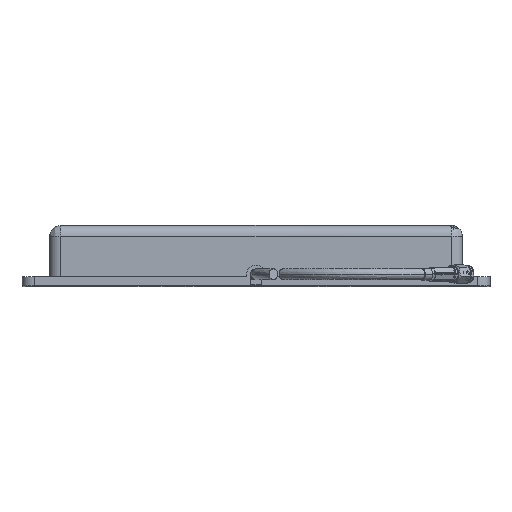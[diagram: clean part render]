
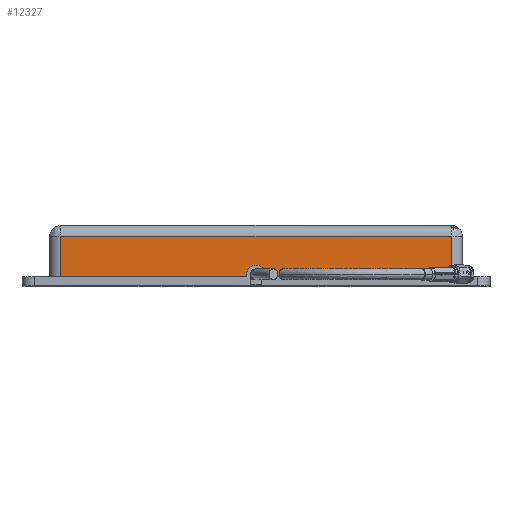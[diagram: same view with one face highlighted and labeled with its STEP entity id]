
A CAD part, top view. The second image highlights one B-rep face of the part: STEP entity #12327.
In plain terms, the highlighted face is planar.
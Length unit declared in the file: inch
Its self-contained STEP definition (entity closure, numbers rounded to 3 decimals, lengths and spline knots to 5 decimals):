
#70 = LINE ( 'NONE', #11050, #15605 ) ;
#121 = LINE ( 'NONE', #10099, #14492 ) ;
#266 = CARTESIAN_POINT ( 'NONE',  ( 15.34771, 16.96078, -0.08 ) ) ;
#694 = DIRECTION ( 'NONE',  ( 0., 0., 1. ) ) ;
#1105 = EDGE_CURVE ( 'NONE', #5969, #16501, #17261, .T. ) ;
#1659 = CARTESIAN_POINT ( 'NONE',  ( 19.06771, 16.96078, -0.08 ) ) ;
#1866 = VECTOR ( 'NONE', #3476, 39.37008 ) ;
#2444 = ORIENTED_EDGE ( 'NONE', *, *, #3008, .F. ) ;
#2680 = EDGE_LOOP ( 'NONE', ( #4501, #4607, #2444, #6463, #8981, #6458, #14405, #3375, #12450 ) ) ;
#2987 = CARTESIAN_POINT ( 'NONE',  ( 22.80271, 16.96078, -0.08 ) ) ;
#3008 = EDGE_CURVE ( 'NONE', #4963, #9444, #121, .T. ) ;
#3261 = EDGE_CURVE ( 'NONE', #4963, #9889, #4635, .T. ) ;
#3301 = DIRECTION ( 'NONE',  ( 0., -1., 0. ) ) ;
#3375 = ORIENTED_EDGE ( 'NONE', *, *, #8084, .F. ) ;
#3476 = DIRECTION ( 'NONE',  ( 1., 0., 0. ) ) ;
#3564 = PLANE ( 'NONE',  #10893 ) ;
#4250 = CARTESIAN_POINT ( 'NONE',  ( 18.72771, 16.96078, -0.08 ) ) ;
#4501 = ORIENTED_EDGE ( 'NONE', *, *, #16832, .T. ) ;
#4607 = ORIENTED_EDGE ( 'NONE', *, *, #15825, .T. ) ;
#4635 = CIRCLE ( 'NONE', #12254, 0.17 ) ;
#4963 = VERTEX_POINT ( 'NONE', #18318 ) ;
#5016 = DIRECTION ( 'NONE',  ( 0., 0., -1. ) ) ;
#5037 = CARTESIAN_POINT ( 'NONE',  ( 19.06771, 16.96078, -0.038 ) ) ;
#5688 = VERTEX_POINT ( 'NONE', #7642 ) ;
#5969 = VERTEX_POINT ( 'NONE', #1659 ) ;
#6215 = DIRECTION ( 'NONE',  ( 0., 0., -1. ) ) ;
#6445 = CARTESIAN_POINT ( 'NONE',  ( 15.34771, 16.96078, 0.65 ) ) ;
#6458 = ORIENTED_EDGE ( 'NONE', *, *, #17585, .F. ) ;
#6463 = ORIENTED_EDGE ( 'NONE', *, *, #3261, .T. ) ;
#7158 = VERTEX_POINT ( 'NONE', #6445 ) ;
#7472 = VECTOR ( 'NONE', #8788, 39.37008 ) ;
#7488 = AXIS2_PLACEMENT_3D ( 'NONE', #9824, #18518, #18579 ) ;
#7642 = CARTESIAN_POINT ( 'NONE',  ( 19.06771, 16.96078, -0.04 ) ) ;
#8084 = EDGE_CURVE ( 'NONE', #12318, #16501, #13599, .T. ) ;
#8120 = VECTOR ( 'NONE', #694, 39.37008 ) ;
#8304 = CARTESIAN_POINT ( 'NONE',  ( 22.44771, 16.96078, -0.08 ) ) ;
#8788 = DIRECTION ( 'NONE',  ( 0., 0., -1. ) ) ;
#8981 = ORIENTED_EDGE ( 'NONE', *, *, #17808, .T. ) ;
#9444 = VERTEX_POINT ( 'NONE', #4250 ) ;
#9663 = DIRECTION ( 'NONE',  ( 1., 0., 0. ) ) ;
#9824 = CARTESIAN_POINT ( 'NONE',  ( 18.89771, 16.96078, -0.04 ) ) ;
#9889 = VERTEX_POINT ( 'NONE', #18447 ) ;
#10099 = CARTESIAN_POINT ( 'NONE',  ( 18.72771, 16.96078, -0.082 ) ) ;
#10190 = DIRECTION ( 'NONE',  ( 1., 0., 0. ) ) ;
#10893 = AXIS2_PLACEMENT_3D ( 'NONE', #11962, #3301, #5016 ) ;
#11034 = LINE ( 'NONE', #5037, #8120 ) ;
#11050 = CARTESIAN_POINT ( 'NONE',  ( 22.80271, 16.96078, -0.08 ) ) ;
#11126 = VECTOR ( 'NONE', #11292, 39.37008 ) ;
#11292 = DIRECTION ( 'NONE',  ( 0., 0., -1. ) ) ;
#11706 = CIRCLE ( 'NONE', #7488, 0.17 ) ;
#11962 = CARTESIAN_POINT ( 'NONE',  ( 22.80271, 16.96078, -0.1165 ) ) ;
#12042 = FACE_OUTER_BOUND ( 'NONE', #2680, .T. ) ;
#12254 = AXIS2_PLACEMENT_3D ( 'NONE', #15306, #18287, #14087 ) ;
#12318 = VERTEX_POINT ( 'NONE', #17779 ) ;
#12327 = ADVANCED_FACE ( 'NONE', ( #12042 ), #3564, .T. ) ;
#12450 = ORIENTED_EDGE ( 'NONE', *, *, #14441, .F. ) ;
#12633 = LINE ( 'NONE', #16082, #7472 ) ;
#12909 = CARTESIAN_POINT ( 'NONE',  ( 22.44771, 16.96078, -0.1165 ) ) ;
#13599 = LINE ( 'NONE', #12909, #11126 ) ;
#14087 = DIRECTION ( 'NONE',  ( 0., 0., 1. ) ) ;
#14405 = ORIENTED_EDGE ( 'NONE', *, *, #1105, .T. ) ;
#14441 = EDGE_CURVE ( 'NONE', #7158, #12318, #16025, .T. ) ;
#14492 = VECTOR ( 'NONE', #6215, 39.37008 ) ;
#15306 = CARTESIAN_POINT ( 'NONE',  ( 18.89771, 16.96078, -0.04 ) ) ;
#15605 = VECTOR ( 'NONE', #9663, 39.37008 ) ;
#15825 = EDGE_CURVE ( 'NONE', #16297, #9444, #70, .T. ) ;
#16025 = LINE ( 'NONE', #17497, #1866 ) ;
#16082 = CARTESIAN_POINT ( 'NONE',  ( 15.34771, 16.96078, -0.1165 ) ) ;
#16161 = VECTOR ( 'NONE', #10190, 39.37008 ) ;
#16297 = VERTEX_POINT ( 'NONE', #266 ) ;
#16501 = VERTEX_POINT ( 'NONE', #8304 ) ;
#16832 = EDGE_CURVE ( 'NONE', #7158, #16297, #12633, .T. ) ;
#17261 = LINE ( 'NONE', #2987, #16161 ) ;
#17497 = CARTESIAN_POINT ( 'NONE',  ( 22.80271, 16.96078, 0.65 ) ) ;
#17585 = EDGE_CURVE ( 'NONE', #5969, #5688, #11034, .T. ) ;
#17779 = CARTESIAN_POINT ( 'NONE',  ( 22.44771, 16.96078, 0.65 ) ) ;
#17808 = EDGE_CURVE ( 'NONE', #9889, #5688, #11706, .T. ) ;
#18287 = DIRECTION ( 'NONE',  ( 0., 1., 0. ) ) ;
#18318 = CARTESIAN_POINT ( 'NONE',  ( 18.72771, 16.96078, -0.04 ) ) ;
#18447 = CARTESIAN_POINT ( 'NONE',  ( 18.89771, 16.96078, 0.13 ) ) ;
#18518 = DIRECTION ( 'NONE',  ( 0., 1., 0. ) ) ;
#18579 = DIRECTION ( 'NONE',  ( 0., 0., 1. ) ) ;
